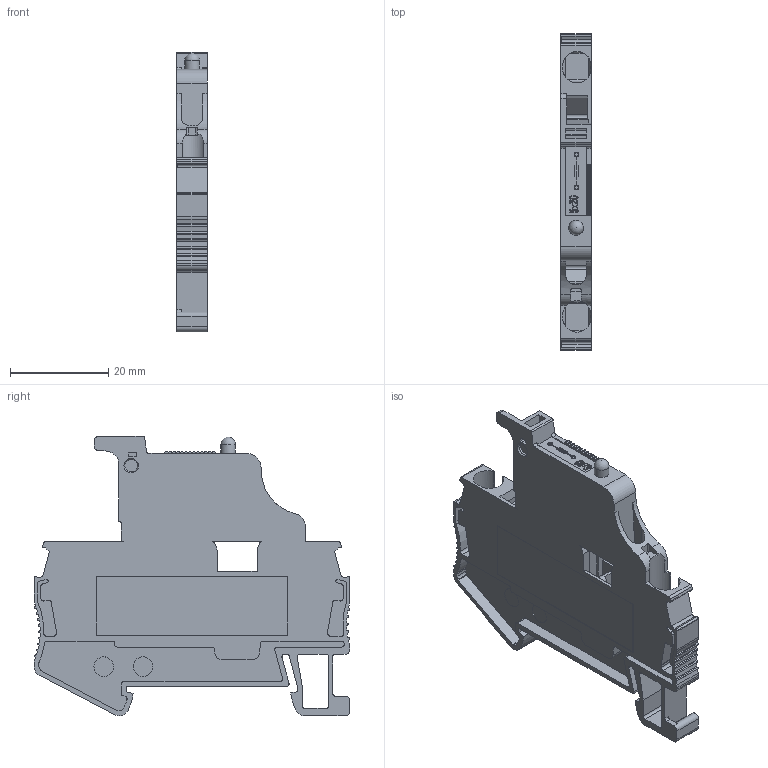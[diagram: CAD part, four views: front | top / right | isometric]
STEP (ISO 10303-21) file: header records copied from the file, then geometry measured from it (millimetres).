
FILE_DESCRIPTION(('STEP AP203'), '1');
FILE_NAME('MTS-4F', '2024-05-27T12:44:14', ('砐錪賧瘔蠈錪 Windows'), (''), 'C3D Converter', 'C3D Toolkit', '');
FILE_SCHEMA(('CONFIG_CONTROL_DESIGN'));
Length unit declared in the file: millimetre
Products named in the file (1): MTS-4F
Bounding box: 6.2 x 64.3 x 56.9 mm (x, y, z)
Volume: 11403.9 mm3; surface area: 9187.8 mm2
Topology: 1 solids, 1 shells, 742 faces, 2098 edges, 1401 vertices
Faces by surface type: plane 461, cylinder 236, extrusion 38, cone 6, sphere 1
Full cylindrical faces by diameter (mm): 0.75 x2, 1.6 x1, 2 x4, 2.561 x1, 3 x1, 4 x2
Entity records: 34038 total; most frequent: CARTESIAN_POINT 8606, ORIENTED_EDGE 4154, DIRECTION 3922, EDGE_CURVE 2077, VECTOR 1488, LINE 1450, VERTEX_POINT 1400, AXIS2_PLACEMENT_3D 1217
